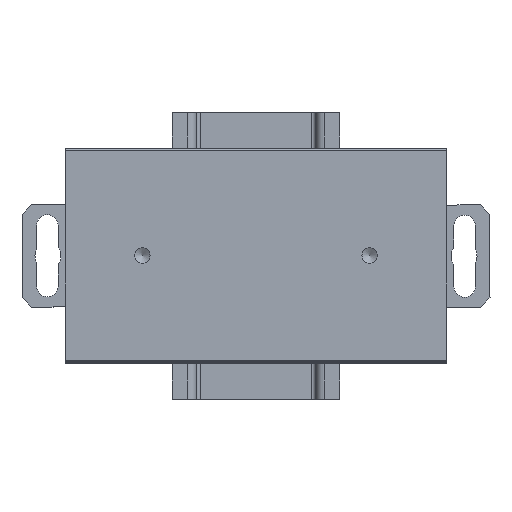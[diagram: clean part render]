
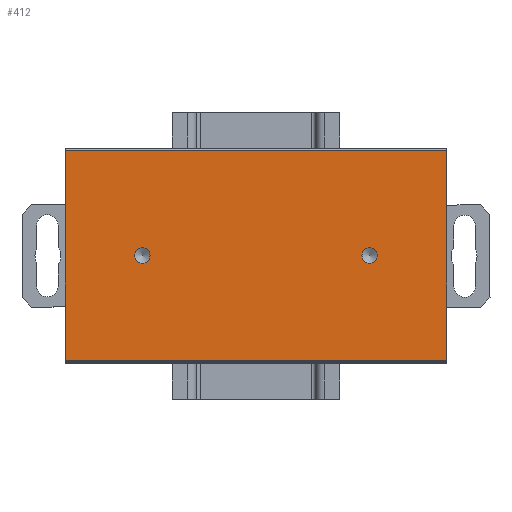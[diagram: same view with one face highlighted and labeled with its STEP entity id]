
A CAD part, top view. The second image highlights one B-rep face of the part: STEP entity #412.
In plain terms, the highlighted planar face has unit normal (0, 0, 1).
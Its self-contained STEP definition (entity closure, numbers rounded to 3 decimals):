
#51=FACE_BOUND('',#1612,.T.);
#52=FACE_BOUND('',#1613,.T.);
#53=FACE_BOUND('',#1614,.T.);
#148=PLANE('',#10368);
#412=ADVANCED_FACE('',(#51,#52,#53),#148,.T.);
#1612=EDGE_LOOP('',(#5637,#5638,#5639,#5640));
#1613=EDGE_LOOP('',(#5641));
#1614=EDGE_LOOP('',(#5642));
#2420=CIRCLE('',#10366,1.621);
#2421=CIRCLE('',#10367,1.621);
#2656=LINE('',#14407,#3605);
#2752=LINE('',#15022,#3701);
#2980=LINE('',#15650,#3929);
#2981=LINE('',#15651,#3930);
#3605=VECTOR('',#11247,1.);
#3701=VECTOR('',#11767,1.);
#3929=VECTOR('',#12447,1.);
#3930=VECTOR('',#12448,1.);
#5637=ORIENTED_EDGE('',*,*,#8538,.T.);
#5638=ORIENTED_EDGE('',*,*,#9189,.F.);
#5639=ORIENTED_EDGE('',*,*,#8845,.F.);
#5640=ORIENTED_EDGE('',*,*,#9190,.T.);
#5641=ORIENTED_EDGE('',*,*,#9191,.T.);
#5642=ORIENTED_EDGE('',*,*,#9192,.T.);
#7531=VERTEX_POINT('',#14406);
#7532=VERTEX_POINT('',#14408);
#7838=VERTEX_POINT('',#15021);
#7839=VERTEX_POINT('',#15023);
#8013=VERTEX_POINT('',#15653);
#8014=VERTEX_POINT('',#15655);
#8538=EDGE_CURVE('',#7532,#7531,#2656,.T.);
#8845=EDGE_CURVE('',#7838,#7839,#2752,.T.);
#9189=EDGE_CURVE('',#7839,#7531,#2980,.T.);
#9190=EDGE_CURVE('',#7838,#7532,#2981,.T.);
#9191=EDGE_CURVE('',#8013,#8013,#2420,.T.);
#9192=EDGE_CURVE('',#8014,#8014,#2421,.T.);
#10366=AXIS2_PLACEMENT_3D('',#15652,#12449,#12450);
#10367=AXIS2_PLACEMENT_3D('',#15654,#12451,#12452);
#10368=AXIS2_PLACEMENT_3D('',#15656,#12453,#12454);
#11247=DIRECTION('',(0.,1.,0.));
#11767=DIRECTION('',(0.,1.,0.));
#12447=DIRECTION('',(1.,0.,0.));
#12448=DIRECTION('',(1.,0.,0.));
#12449=DIRECTION('',(0.,0.,-1.));
#12450=DIRECTION('',(0.,1.,0.));
#12451=DIRECTION('',(0.,0.,-1.));
#12452=DIRECTION('',(0.,1.,0.));
#12453=DIRECTION('',(0.,0.,1.));
#12454=DIRECTION('',(0.,-1.,0.));
#14406=CARTESIAN_POINT('',(40.,21.95,66.));
#14407=CARTESIAN_POINT('',(40.,-21.95,66.));
#14408=CARTESIAN_POINT('',(40.,-21.95,66.));
#15021=CARTESIAN_POINT('',(-40.,-21.95,66.));
#15022=CARTESIAN_POINT('',(-40.,-21.95,66.));
#15023=CARTESIAN_POINT('',(-40.,21.95,66.));
#15650=CARTESIAN_POINT('',(-40.,21.95,66.));
#15651=CARTESIAN_POINT('',(-40.,-21.95,66.));
#15652=CARTESIAN_POINT('',(23.8,0.,66.));
#15653=CARTESIAN_POINT('',(23.8,1.621,66.));
#15654=CARTESIAN_POINT('',(-23.8,0.,66.));
#15655=CARTESIAN_POINT('',(-23.8,1.621,66.));
#15656=CARTESIAN_POINT('',(44.,-24.145,66.));
